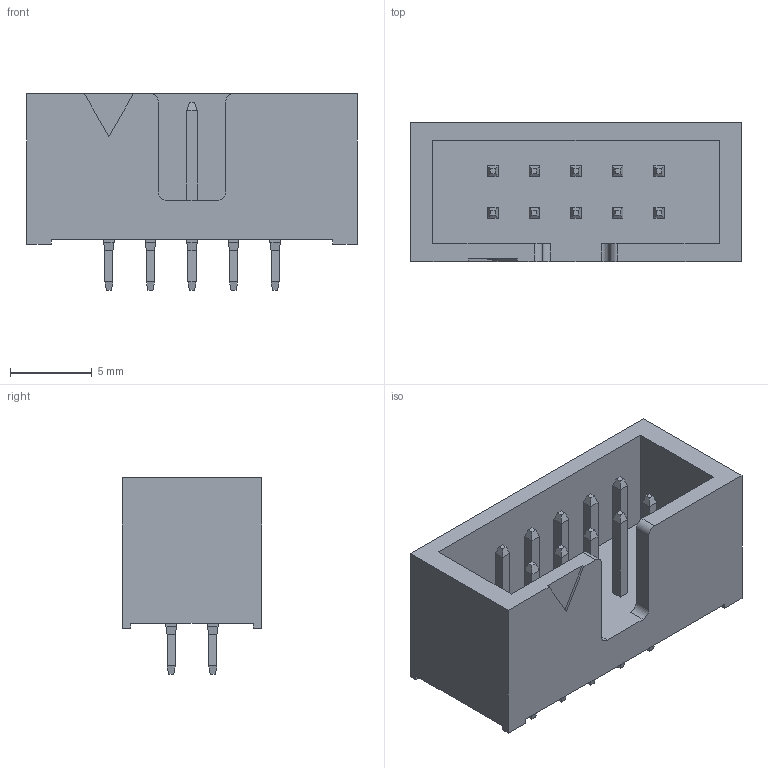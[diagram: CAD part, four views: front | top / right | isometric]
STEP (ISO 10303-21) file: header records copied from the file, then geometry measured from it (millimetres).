
FILE_DESCRIPTION(/* description */ (''),/* implementation_level */ '2;1');
FILE_NAME(/* name */ 'HIF3FC-10PA-2.54DSA.step',/* time_stamp */ '2016-09-22T20:47:47+09:00',/* author */ (''),/* organization */ (''),/* preprocessor_version */ 'ST-DEVELOPER v16.5',/* originating_system */ 'Autodesk Translation Framework v5.1.0.2740',/* authorisation */ '');
FILE_SCHEMA (('AUTOMOTIVE_DESIGN { 1 0 10303 214 3 1 1 }'));
Length unit declared in the file: centimetre
Products named in the file (2): HIF3FC-10PA-2.54DSA v0; HIF3FC-10PA-2
Assembly tree (1 placements, depth 2):
  HIF3FC-10PA-2.54DSA v0
    HIF3FC-10PA-2
Bounding box: 20.2 x 8.5 x 12 mm (x, y, z)
Volume: 814.2 mm3; surface area: 1336.1 mm2
Topology: 1 solids, 1 shells, 293 faces, 653 edges, 382 vertices
Faces by surface type: plane 289, cylinder 4
Entity records: 8052 total; most frequent: CARTESIAN_POINT 1331, ORIENTED_EDGE 1306, DIRECTION 1253, EDGE_CURVE 653, LINE 645, VECTOR 645, VERTEX_POINT 382, EDGE_LOOP 313
